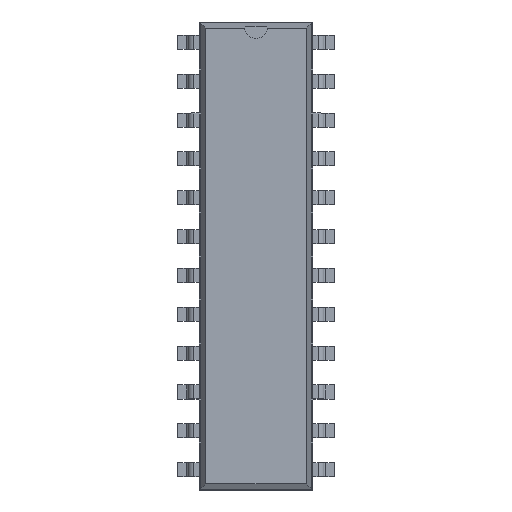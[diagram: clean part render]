
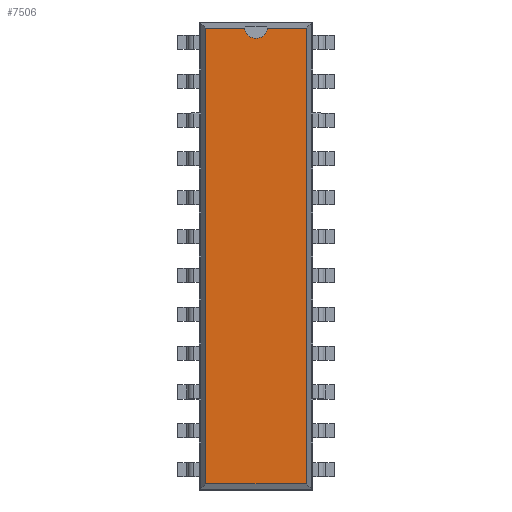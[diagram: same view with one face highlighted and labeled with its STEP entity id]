
A CAD part, top view. The second image highlights one B-rep face of the part: STEP entity #7506.
In plain terms, the highlighted planar face has unit normal (0, 0, 1).
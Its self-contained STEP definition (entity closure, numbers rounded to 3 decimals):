
#27=VECTOR('',#28,1.);
#28=DIRECTION('',(0.,1.,0.));
#34=VECTOR('',#35,1.);
#35=DIRECTION('',(-1.,0.,0.));
#41=VECTOR('',#42,1.);
#42=DIRECTION('',(0.,-1.,0.));
#46=VECTOR('',#47,1.);
#47=DIRECTION('',(1.,0.,0.));
#50=DIRECTION('',(0.,0.,-1.));
#1418=DIRECTION('',(0.,0.,-1.));
#5044=VERTEX_POINT('',#5045);
#5045=CARTESIAN_POINT('',(3.296,14.901,3.68));
#5047=ORIENTED_EDGE('',*,*,#5048,.F.);
#5048=EDGE_CURVE('',#5049,#5044,#5051,.T.);
#5049=VERTEX_POINT('',#5050);
#5050=CARTESIAN_POINT('',(3.296,-14.901,3.68));
#5051=LINE('',#5050,#27);
#6237=VERTEX_POINT('',#6238);
#6238=CARTESIAN_POINT('',(-3.296,14.901,3.68));
#6240=ORIENTED_EDGE('',*,*,#6241,.F.);
#6241=EDGE_CURVE('',#6242,#6237,#6244,.T.);
#6242=VERTEX_POINT('',#6243);
#6243=CARTESIAN_POINT('',(-0.746,14.901,3.68));
#6244=LINE('',#5045,#34);
#6263=VERTEX_POINT('',#6264);
#6264=CARTESIAN_POINT('',(0.746,14.901,3.68));
#6270=ORIENTED_EDGE('',*,*,#6271,.F.);
#6271=EDGE_CURVE('',#5044,#6263,#6244,.T.);
#6315=VERTEX_POINT('',#6316);
#6316=CARTESIAN_POINT('',(-3.296,-14.901,3.68));
#6318=ORIENTED_EDGE('',*,*,#6319,.F.);
#6319=EDGE_CURVE('',#6237,#6315,#6320,.T.);
#6320=LINE('',#6238,#41);
#7501=ORIENTED_EDGE('',*,*,#7502,.F.);
#7502=EDGE_CURVE('',#6315,#5049,#7503,.T.);
#7503=LINE('',#6316,#46);
#7506=ADVANCED_FACE('',(#7507),#7518,.F.);
#7507=FACE_BOUND('',#7508,.F.);
#7508=EDGE_LOOP('',(#5047,#7501,#6318,#6240,#7509,#7516,#6270));
#7509=ORIENTED_EDGE('',*,*,#7510,.F.);
#7510=EDGE_CURVE('',#7511,#6242,#7513,.T.);
#7511=VERTEX_POINT('',#7512);
#7512=CARTESIAN_POINT('',(0.,14.226,3.68));
#7513=CIRCLE('',#7514,0.75);
#7514=AXIS2_PLACEMENT_3D('',#7515,#1418,#42);
#7515=CARTESIAN_POINT('',(0.,14.976,3.68));
#7516=ORIENTED_EDGE('',*,*,#7517,.F.);
#7517=EDGE_CURVE('',#6263,#7511,#7513,.T.);
#7518=PLANE('',#7519);
#7519=AXIS2_PLACEMENT_3D('',#5050,#50,#7520);
#7520=DIRECTION('',(-0.216,0.976,0.));
